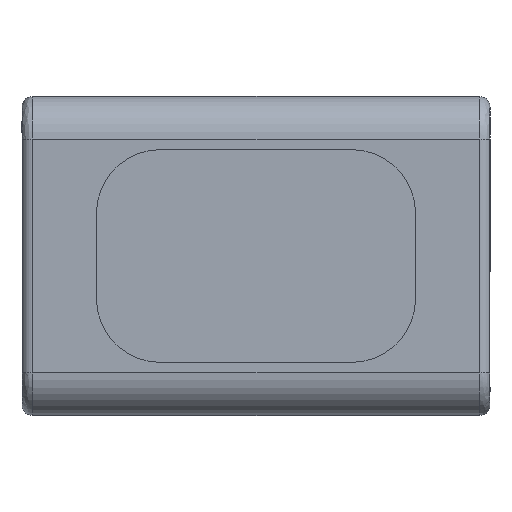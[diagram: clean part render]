
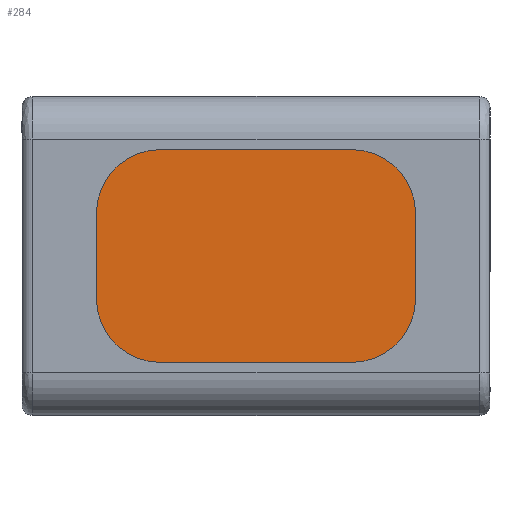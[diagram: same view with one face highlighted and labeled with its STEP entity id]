
A CAD part, left-side view. The second image highlights one B-rep face of the part: STEP entity #284.
In plain terms, the highlighted planar face has unit normal (-1, 0, 0).
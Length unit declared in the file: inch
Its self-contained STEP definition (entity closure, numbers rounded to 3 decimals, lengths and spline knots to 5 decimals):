
#17 = EDGE_CURVE ( 'NONE', #697, #119, #1218, .T. ) ;
#80 = DIRECTION ( 'NONE',  ( 0., -1., 0. ) ) ;
#106 = CARTESIAN_POINT ( 'NONE',  ( -2.70866, -0.35433, 0.3937 ) ) ;
#119 = VERTEX_POINT ( 'NONE', #689 ) ;
#132 = AXIS2_PLACEMENT_3D ( 'NONE', #435, #1346, #421 ) ;
#150 = ORIENTED_EDGE ( 'NONE', *, *, #988, .F. ) ;
#160 = VERTEX_POINT ( 'NONE', #1284 ) ;
#176 = ORIENTED_EDGE ( 'NONE', *, *, #768, .F. ) ;
#193 = LINE ( 'NONE', #106, #923 ) ;
#201 = AXIS2_PLACEMENT_3D ( 'NONE', #937, #695, #1410 ) ;
#211 = DIRECTION ( 'NONE',  ( -1., 0., 0. ) ) ;
#240 = VECTOR ( 'NONE', #358, 39.37008 ) ;
#284 = ADVANCED_FACE ( 'NONE', ( #960 ), #1296, .F. ) ;
#290 = DIRECTION ( 'NONE',  ( 0., 0., 1. ) ) ;
#310 = ORIENTED_EDGE ( 'NONE', *, *, #1498, .T. ) ;
#316 = LINE ( 'NONE', #786, #710 ) ;
#335 = EDGE_LOOP ( 'NONE', ( #580, #176, #310, #632, #1149, #803, #471, #150 ) ) ;
#343 = EDGE_CURVE ( 'NONE', #1051, #119, #1230, .T. ) ;
#351 = CARTESIAN_POINT ( 'NONE',  ( -2.70866, -0.59055, -0.15748 ) ) ;
#358 = DIRECTION ( 'NONE',  ( 0., 0., -1. ) ) ;
#403 = CIRCLE ( 'NONE', #132, 0.23622 ) ;
#404 = AXIS2_PLACEMENT_3D ( 'NONE', #742, #880, #869 ) ;
#417 = DIRECTION ( 'NONE',  ( -1., 0., 0. ) ) ;
#421 = DIRECTION ( 'NONE',  ( 0., 0., 1. ) ) ;
#435 = CARTESIAN_POINT ( 'NONE',  ( -2.70866, 0.35433, -0.15748 ) ) ;
#439 = VERTEX_POINT ( 'NONE', #1443 ) ;
#447 = CARTESIAN_POINT ( 'NONE',  ( -2.70866, 0.59055, -0.15748 ) ) ;
#459 = EDGE_CURVE ( 'NONE', #690, #1054, #1122, .T. ) ;
#468 = LINE ( 'NONE', #351, #240 ) ;
#471 = ORIENTED_EDGE ( 'NONE', *, *, #1417, .T. ) ;
#580 = ORIENTED_EDGE ( 'NONE', *, *, #459, .T. ) ;
#624 = AXIS2_PLACEMENT_3D ( 'NONE', #1179, #211, #814 ) ;
#630 = CARTESIAN_POINT ( 'NONE',  ( -2.70866, -0.35433, 0.3937 ) ) ;
#632 = ORIENTED_EDGE ( 'NONE', *, *, #935, .F. ) ;
#689 = CARTESIAN_POINT ( 'NONE',  ( -2.70866, 0.59055, 0.15748 ) ) ;
#690 = VERTEX_POINT ( 'NONE', #969 ) ;
#695 = DIRECTION ( 'NONE',  ( 1., 0., 0. ) ) ;
#697 = VERTEX_POINT ( 'NONE', #1078 ) ;
#710 = VECTOR ( 'NONE', #1257, 39.37008 ) ;
#733 = DIRECTION ( 'NONE',  ( 0., 0., 1. ) ) ;
#742 = CARTESIAN_POINT ( 'NONE',  ( -2.70866, -0.35433, -0.15748 ) ) ;
#768 = EDGE_CURVE ( 'NONE', #439, #1054, #468, .T. ) ;
#786 = CARTESIAN_POINT ( 'NONE',  ( -2.70866, 0.35433, -0.3937 ) ) ;
#803 = ORIENTED_EDGE ( 'NONE', *, *, #343, .F. ) ;
#813 = CARTESIAN_POINT ( 'NONE',  ( -2.70866, -0.59055, -0.15748 ) ) ;
#814 = DIRECTION ( 'NONE',  ( 0., 0., 1. ) ) ;
#869 = DIRECTION ( 'NONE',  ( 0., 0., 1. ) ) ;
#880 = DIRECTION ( 'NONE',  ( -1., 0., 0. ) ) ;
#899 = VERTEX_POINT ( 'NONE', #630 ) ;
#923 = VECTOR ( 'NONE', #80, 39.37008 ) ;
#925 = VECTOR ( 'NONE', #290, 39.37008 ) ;
#935 = EDGE_CURVE ( 'NONE', #697, #899, #193, .T. ) ;
#937 = CARTESIAN_POINT ( 'NONE',  ( -2.70866, 0., 0. ) ) ;
#944 = AXIS2_PLACEMENT_3D ( 'NONE', #1453, #417, #733 ) ;
#960 = FACE_OUTER_BOUND ( 'NONE', #335, .T. ) ;
#969 = CARTESIAN_POINT ( 'NONE',  ( -2.70866, -0.35433, -0.3937 ) ) ;
#988 = EDGE_CURVE ( 'NONE', #690, #160, #316, .T. ) ;
#1051 = VERTEX_POINT ( 'NONE', #447 ) ;
#1054 = VERTEX_POINT ( 'NONE', #813 ) ;
#1078 = CARTESIAN_POINT ( 'NONE',  ( -2.70866, 0.35433, 0.3937 ) ) ;
#1122 = CIRCLE ( 'NONE', #404, 0.23622 ) ;
#1149 = ORIENTED_EDGE ( 'NONE', *, *, #17, .T. ) ;
#1179 = CARTESIAN_POINT ( 'NONE',  ( -2.70866, -0.35433, 0.15748 ) ) ;
#1218 = CIRCLE ( 'NONE', #944, 0.23622 ) ;
#1230 = LINE ( 'NONE', #1236, #925 ) ;
#1236 = CARTESIAN_POINT ( 'NONE',  ( -2.70866, 0.59055, 0.15748 ) ) ;
#1257 = DIRECTION ( 'NONE',  ( 0., 1., 0. ) ) ;
#1284 = CARTESIAN_POINT ( 'NONE',  ( -2.70866, 0.35433, -0.3937 ) ) ;
#1296 = PLANE ( 'NONE',  #201 ) ;
#1346 = DIRECTION ( 'NONE',  ( -1., 0., 0. ) ) ;
#1410 = DIRECTION ( 'NONE',  ( 0., 0., -1. ) ) ;
#1415 = CIRCLE ( 'NONE', #624, 0.23622 ) ;
#1417 = EDGE_CURVE ( 'NONE', #1051, #160, #403, .T. ) ;
#1443 = CARTESIAN_POINT ( 'NONE',  ( -2.70866, -0.59055, 0.15748 ) ) ;
#1453 = CARTESIAN_POINT ( 'NONE',  ( -2.70866, 0.35433, 0.15748 ) ) ;
#1498 = EDGE_CURVE ( 'NONE', #439, #899, #1415, .T. ) ;
